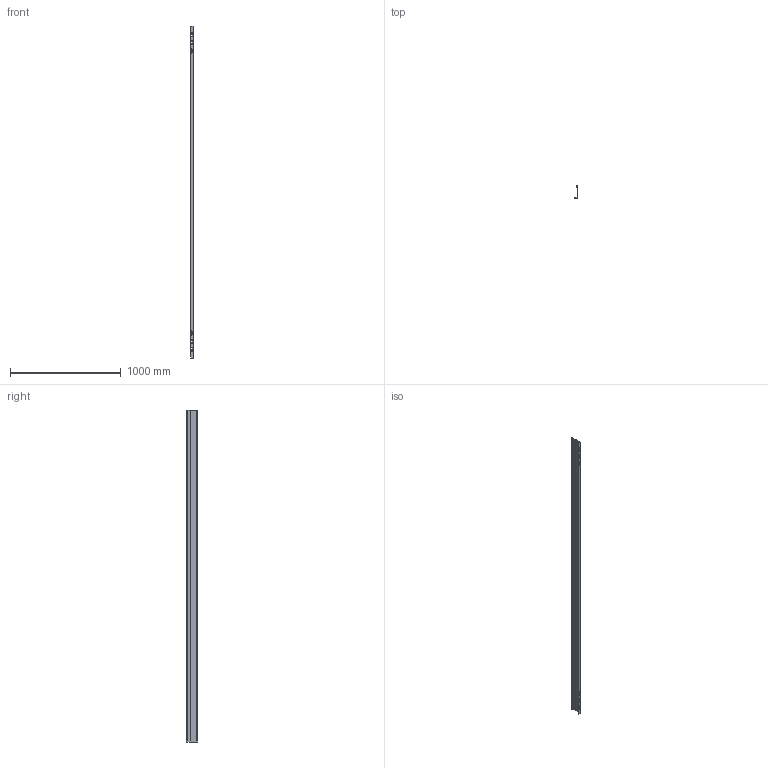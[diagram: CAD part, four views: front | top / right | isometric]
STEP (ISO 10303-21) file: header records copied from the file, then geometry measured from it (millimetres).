
FILE_DESCRIPTION(/* description */ (''),/* implementation_level */ '2;1');
FILE_NAME(/* name */ '6062122',/* time_stamp */ '2014-06-13T11:14:53+02:00',/* author */ (''),/* organization */ (''),/* preprocessor_version */ 'ST-DEVELOPER v15',/* originating_system */ '',/* authorisation */ '');
FILE_SCHEMA (('AUTOMOTIVE_DESIGN'));
Length unit declared in the file: millimetre
Products named in the file (1): Document
Bounding box: 26 x 105.99 x 3000 mm (x, y, z)
Volume: 337870.1 mm3; surface area: 885700.6 mm2
Topology: 1 solids, 1 shells, 71 faces, 171 edges, 102 vertices
Faces by surface type: plane 46, bspline 25
Entity records: 2158 total; most frequent: CARTESIAN_POINT 1040, ORIENTED_EDGE 342, EDGE_CURVE 171, B_SPLINE_CURVE_WITH_KNOTS 103, VERTEX_POINT 102, EDGE_LOOP 83, ADVANCED_FACE 71, FACE_OUTER_BOUND 71
